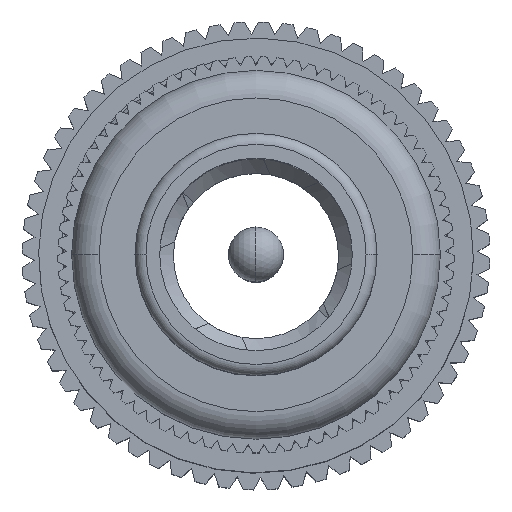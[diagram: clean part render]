
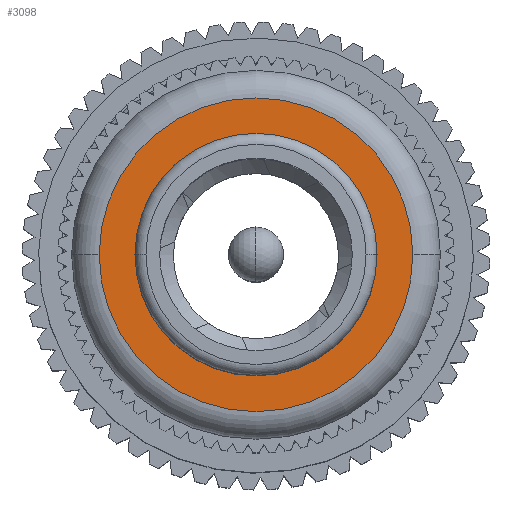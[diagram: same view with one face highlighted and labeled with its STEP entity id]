
A CAD part, top view. The second image highlights one B-rep face of the part: STEP entity #3098.
In plain terms, the highlighted planar face has unit normal (0, 0, 1).
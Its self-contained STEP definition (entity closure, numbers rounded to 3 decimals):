
#434 = DIRECTION ( 'NONE',  ( 1., 0., 0. ) ) ;
#497 = DIRECTION ( 'NONE',  ( 1., 0., 0. ) ) ;
#1478 = EDGE_CURVE ( 'NONE', #3736, #15718, #12314, .T. ) ;
#1560 = CARTESIAN_POINT ( 'NONE',  ( 0., 0., 9.6 ) ) ;
#3098 = ADVANCED_FACE ( 'NONE', ( #15706, #15801 ), #13077, .T. ) ;
#3736 = VERTEX_POINT ( 'NONE', #15366 ) ;
#3872 = CARTESIAN_POINT ( 'NONE',  ( -2.2, 0., 9.6 ) ) ;
#4160 = EDGE_LOOP ( 'NONE', ( #6964, #11906 ) ) ;
#5001 = CIRCLE ( 'NONE', #12732, 2.85 ) ;
#5406 = DIRECTION ( 'NONE',  ( -1., 0., 0. ) ) ;
#5421 = AXIS2_PLACEMENT_3D ( 'NONE', #14653, #7591, #497 ) ;
#5700 = AXIS2_PLACEMENT_3D ( 'NONE', #14121, #14202, #12804 ) ;
#5741 = DIRECTION ( 'NONE',  ( 0., 0., 1. ) ) ;
#6904 = EDGE_CURVE ( 'NONE', #9161, #16786, #5001, .T. ) ;
#6964 = ORIENTED_EDGE ( 'NONE', *, *, #10114, .T. ) ;
#7591 = DIRECTION ( 'NONE',  ( 0., 0., 1. ) ) ;
#8124 = DIRECTION ( 'NONE',  ( -1., 0., 0. ) ) ;
#8832 = AXIS2_PLACEMENT_3D ( 'NONE', #10561, #16243, #5406 ) ;
#9161 = VERTEX_POINT ( 'NONE', #16519 ) ;
#9332 = DIRECTION ( 'NONE',  ( 0., 0., -1. ) ) ;
#9862 = ORIENTED_EDGE ( 'NONE', *, *, #12418, .T. ) ;
#10114 = EDGE_CURVE ( 'NONE', #15718, #3736, #12691, .T. ) ;
#10561 = CARTESIAN_POINT ( 'NONE',  ( 0., 0., 9.6 ) ) ;
#11906 = ORIENTED_EDGE ( 'NONE', *, *, #1478, .T. ) ;
#12105 = CARTESIAN_POINT ( 'NONE',  ( 0., 0., 9.6 ) ) ;
#12314 = CIRCLE ( 'NONE', #17691, 2.2 ) ;
#12418 = EDGE_CURVE ( 'NONE', #16786, #9161, #14923, .T. ) ;
#12527 = CARTESIAN_POINT ( 'NONE',  ( -2.85, 0., 9.6 ) ) ;
#12691 = CIRCLE ( 'NONE', #8832, 2.2 ) ;
#12732 = AXIS2_PLACEMENT_3D ( 'NONE', #1560, #5741, #434 ) ;
#12804 = DIRECTION ( 'NONE',  ( 1., 0., 0. ) ) ;
#12885 = EDGE_LOOP ( 'NONE', ( #15632, #9862 ) ) ;
#13077 = PLANE ( 'NONE',  #5700 ) ;
#14121 = CARTESIAN_POINT ( 'NONE',  ( 0., 3.35, 9.6 ) ) ;
#14202 = DIRECTION ( 'NONE',  ( 0., 0., 1. ) ) ;
#14653 = CARTESIAN_POINT ( 'NONE',  ( 0., 0., 9.6 ) ) ;
#14923 = CIRCLE ( 'NONE', #5421, 2.85 ) ;
#15366 = CARTESIAN_POINT ( 'NONE',  ( 2.2, 0., 9.6 ) ) ;
#15632 = ORIENTED_EDGE ( 'NONE', *, *, #6904, .T. ) ;
#15706 = FACE_OUTER_BOUND ( 'NONE', #12885, .T. ) ;
#15718 = VERTEX_POINT ( 'NONE', #3872 ) ;
#15801 = FACE_BOUND ( 'NONE', #4160, .T. ) ;
#16243 = DIRECTION ( 'NONE',  ( 0., 0., -1. ) ) ;
#16519 = CARTESIAN_POINT ( 'NONE',  ( 2.85, 0., 9.6 ) ) ;
#16786 = VERTEX_POINT ( 'NONE', #12527 ) ;
#17691 = AXIS2_PLACEMENT_3D ( 'NONE', #12105, #9332, #8124 ) ;
